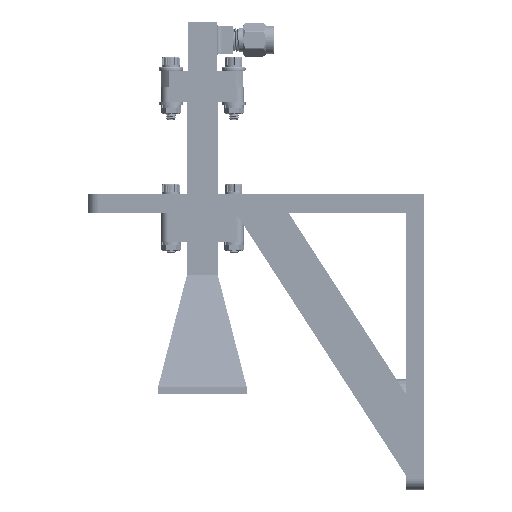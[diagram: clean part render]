
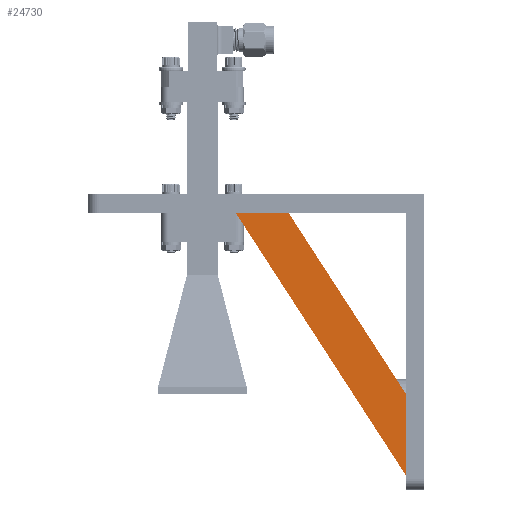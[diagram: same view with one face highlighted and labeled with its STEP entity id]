
A CAD part, left-side view. The second image highlights one B-rep face of the part: STEP entity #24730.
In plain terms, the highlighted planar face has unit normal (-1, 0, 0).
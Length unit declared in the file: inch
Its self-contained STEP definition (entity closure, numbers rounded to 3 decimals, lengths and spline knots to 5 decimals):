
#168 = DIRECTION ( 'NONE',  ( 1., 0., 0. ) ) ;
#550 = LINE ( 'NONE', #52570, #67782 ) ;
#910 = ORIENTED_EDGE ( 'NONE', *, *, #62267, .F. ) ;
#2730 = CARTESIAN_POINT ( 'NONE',  ( -1.22047, 1.44488, -0.19685 ) ) ;
#6015 = FACE_OUTER_BOUND ( 'NONE', #14834, .T. ) ;
#7000 = ORIENTED_EDGE ( 'NONE', *, *, #58506, .F. ) ;
#7810 = CARTESIAN_POINT ( 'NONE',  ( -1.22047, 2.00791, -0.19685 ) ) ;
#9647 = EDGE_CURVE ( 'NONE', #16058, #17598, #55022, .T. ) ;
#11316 = CARTESIAN_POINT ( 'NONE',  ( -1.22047, 1.44488, -0.19685 ) ) ;
#12648 = CARTESIAN_POINT ( 'NONE',  ( -1.22047, 0.19685, -2.12205 ) ) ;
#14003 = VECTOR ( 'NONE', #42739, 39.37008 ) ;
#14834 = EDGE_LOOP ( 'NONE', ( #910, #56747, #22206, #7000 ) ) ;
#16058 = VERTEX_POINT ( 'NONE', #11316 ) ;
#17598 = VERTEX_POINT ( 'NONE', #19683 ) ;
#19683 = CARTESIAN_POINT ( 'NONE',  ( -1.22047, 0.19685, -2.12205 ) ) ;
#19925 = VECTOR ( 'NONE', #38167, 39.37008 ) ;
#22206 = ORIENTED_EDGE ( 'NONE', *, *, #51077, .F. ) ;
#24730 = ADVANCED_FACE ( 'NONE', ( #6015 ), #47367, .F. ) ;
#33079 = LINE ( 'NONE', #33418, #14003 ) ;
#33418 = CARTESIAN_POINT ( 'NONE',  ( -1.22047, 0.19685, -2.99056 ) ) ;
#38167 = DIRECTION ( 'NONE',  ( 0., -0.544, -0.839 ) ) ;
#38378 = VERTEX_POINT ( 'NONE', #7810 ) ;
#39735 = VECTOR ( 'NONE', #60258, 39.37008 ) ;
#41867 = DIRECTION ( 'NONE',  ( 0., 0., -1. ) ) ;
#42739 = DIRECTION ( 'NONE',  ( 0., 0., -1. ) ) ;
#45457 = VERTEX_POINT ( 'NONE', #64245 ) ;
#46698 = CARTESIAN_POINT ( 'NONE',  ( -1.22047, 0., 0. ) ) ;
#47367 = PLANE ( 'NONE',  #56781 ) ;
#51077 = EDGE_CURVE ( 'NONE', #38378, #16058, #66796, .T. ) ;
#52570 = CARTESIAN_POINT ( 'NONE',  ( -1.22047, 2.00791, -0.19685 ) ) ;
#55022 = LINE ( 'NONE', #12648, #19925 ) ;
#56747 = ORIENTED_EDGE ( 'NONE', *, *, #9647, .F. ) ;
#56781 = AXIS2_PLACEMENT_3D ( 'NONE', #46698, #168, #41867 ) ;
#58506 = EDGE_CURVE ( 'NONE', #45457, #38378, #550, .T. ) ;
#60258 = DIRECTION ( 'NONE',  ( 0., -1., 0. ) ) ;
#62267 = EDGE_CURVE ( 'NONE', #17598, #45457, #33079, .T. ) ;
#63598 = DIRECTION ( 'NONE',  ( 0., 0.544, 0.839 ) ) ;
#64245 = CARTESIAN_POINT ( 'NONE',  ( -1.22047, 0.19685, -2.99056 ) ) ;
#66796 = LINE ( 'NONE', #2730, #39735 ) ;
#67782 = VECTOR ( 'NONE', #63598, 39.37008 ) ;
